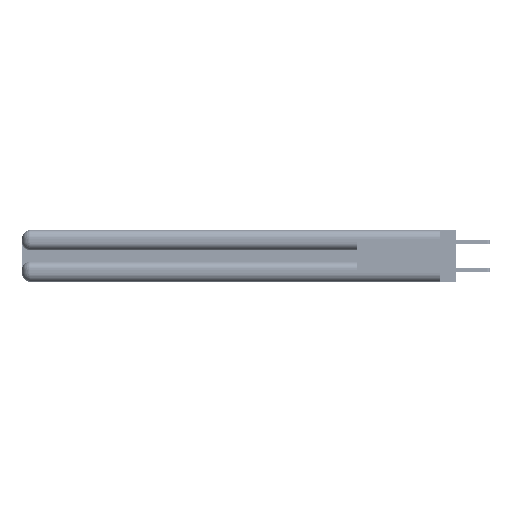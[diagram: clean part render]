
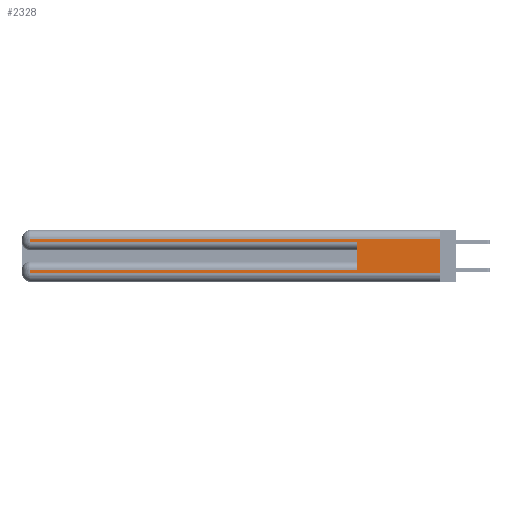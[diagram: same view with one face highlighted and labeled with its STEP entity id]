
A CAD part, left-side view. The second image highlights one B-rep face of the part: STEP entity #2328.
In plain terms, the highlighted planar face has unit normal (-1, 0, 0).
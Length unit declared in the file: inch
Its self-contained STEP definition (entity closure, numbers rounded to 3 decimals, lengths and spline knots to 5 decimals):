
#210 = ORIENTED_EDGE ( 'NONE', *, *, #25656, .T. ) ;
#842 = LINE ( 'NONE', #6396, #46351 ) ;
#1487 = EDGE_CURVE ( 'NONE', #10149, #36169, #45115, .T. ) ;
#2328 = ADVANCED_FACE ( 'NONE', ( #27053 ), #23770, .F. ) ;
#5879 = DIRECTION ( 'NONE',  ( 0., -1., 0. ) ) ;
#5948 = CARTESIAN_POINT ( 'NONE',  ( 0., 0., 0.085 ) ) ;
#6396 = CARTESIAN_POINT ( 'NONE',  ( 0., 0.6, 0.145 ) ) ;
#7733 = VECTOR ( 'NONE', #47009, 39.37008 ) ;
#8340 = EDGE_CURVE ( 'NONE', #29261, #47689, #13712, .T. ) ;
#9098 = CARTESIAN_POINT ( 'NONE',  ( 0., 2.94, 0.37 ) ) ;
#9536 = VERTEX_POINT ( 'NONE', #50562 ) ;
#9707 = CARTESIAN_POINT ( 'NONE',  ( 0., 0., 0.285 ) ) ;
#10149 = VERTEX_POINT ( 'NONE', #53181 ) ;
#10837 = CARTESIAN_POINT ( 'NONE',  ( 0., 0., 0.37 ) ) ;
#13712 = LINE ( 'NONE', #9098, #17883 ) ;
#14722 = DIRECTION ( 'NONE',  ( 0., 0., -1. ) ) ;
#15746 = CARTESIAN_POINT ( 'NONE',  ( 0., 0.6, 0.085 ) ) ;
#16375 = VECTOR ( 'NONE', #44569, 39.37008 ) ;
#17031 = LINE ( 'NONE', #41308, #55518 ) ;
#17215 = ORIENTED_EDGE ( 'NONE', *, *, #50596, .T. ) ;
#17883 = VECTOR ( 'NONE', #44535, 39.37008 ) ;
#18060 = EDGE_CURVE ( 'NONE', #33237, #56134, #842, .T. ) ;
#20929 = ORIENTED_EDGE ( 'NONE', *, *, #8340, .T. ) ;
#21938 = VECTOR ( 'NONE', #49299, 39.37008 ) ;
#23579 = DIRECTION ( 'NONE',  ( 1., 0., 0. ) ) ;
#23770 = PLANE ( 'NONE',  #56876 ) ;
#24578 = EDGE_LOOP ( 'NONE', ( #56737, #46469, #53175, #28126, #48583, #17215, #20929, #210 ) ) ;
#25656 = EDGE_CURVE ( 'NONE', #47689, #9536, #17031, .T. ) ;
#27053 = FACE_OUTER_BOUND ( 'NONE', #24578, .T. ) ;
#28126 = ORIENTED_EDGE ( 'NONE', *, *, #52666, .T. ) ;
#29261 = VERTEX_POINT ( 'NONE', #51118 ) ;
#29375 = DIRECTION ( 'NONE',  ( 0., 0., -1. ) ) ;
#29481 = CARTESIAN_POINT ( 'NONE',  ( 0., 0., 0.37 ) ) ;
#29603 = EDGE_CURVE ( 'NONE', #10149, #9536, #55937, .T. ) ;
#29886 = VECTOR ( 'NONE', #39798, 39.37008 ) ;
#30778 = CARTESIAN_POINT ( 'NONE',  ( 0., 2.94, 0.06 ) ) ;
#31521 = CARTESIAN_POINT ( 'NONE',  ( 0., 0., 0.31 ) ) ;
#33237 = VERTEX_POINT ( 'NONE', #15746 ) ;
#33604 = LINE ( 'NONE', #5948, #21938 ) ;
#36169 = VERTEX_POINT ( 'NONE', #41312 ) ;
#36212 = CARTESIAN_POINT ( 'NONE',  ( 0., 0.6, 0.285 ) ) ;
#39798 = DIRECTION ( 'NONE',  ( 0., 1., 0. ) ) ;
#41177 = LINE ( 'NONE', #9707, #16375 ) ;
#41308 = CARTESIAN_POINT ( 'NONE',  ( 0., 0., 0.06 ) ) ;
#41312 = CARTESIAN_POINT ( 'NONE',  ( 0., 2.94, 0.31 ) ) ;
#44172 = CARTESIAN_POINT ( 'NONE',  ( 0., 2.94, 0.285 ) ) ;
#44535 = DIRECTION ( 'NONE',  ( 0., 0., -1. ) ) ;
#44569 = DIRECTION ( 'NONE',  ( 0., -1., 0. ) ) ;
#45115 = LINE ( 'NONE', #31521, #29886 ) ;
#46250 = DIRECTION ( 'NONE',  ( 0., 0., 1. ) ) ;
#46351 = VECTOR ( 'NONE', #46250, 39.37008 ) ;
#46395 = VERTEX_POINT ( 'NONE', #44172 ) ;
#46469 = ORIENTED_EDGE ( 'NONE', *, *, #1487, .T. ) ;
#47009 = DIRECTION ( 'NONE',  ( 0., 0., -1. ) ) ;
#47689 = VERTEX_POINT ( 'NONE', #30778 ) ;
#48583 = ORIENTED_EDGE ( 'NONE', *, *, #18060, .F. ) ;
#49299 = DIRECTION ( 'NONE',  ( 0., 1., 0. ) ) ;
#50562 = CARTESIAN_POINT ( 'NONE',  ( 0., 0., 0.06 ) ) ;
#50596 = EDGE_CURVE ( 'NONE', #33237, #29261, #33604, .T. ) ;
#51118 = CARTESIAN_POINT ( 'NONE',  ( 0., 2.94, 0.085 ) ) ;
#51328 = CARTESIAN_POINT ( 'NONE',  ( 0., 2.94, 0.37 ) ) ;
#52538 = LINE ( 'NONE', #51328, #55953 ) ;
#52666 = EDGE_CURVE ( 'NONE', #46395, #56134, #41177, .T. ) ;
#53175 = ORIENTED_EDGE ( 'NONE', *, *, #55320, .T. ) ;
#53181 = CARTESIAN_POINT ( 'NONE',  ( 0., 0., 0.31 ) ) ;
#55320 = EDGE_CURVE ( 'NONE', #36169, #46395, #52538, .T. ) ;
#55518 = VECTOR ( 'NONE', #5879, 39.37008 ) ;
#55937 = LINE ( 'NONE', #29481, #7733 ) ;
#55953 = VECTOR ( 'NONE', #29375, 39.37008 ) ;
#56134 = VERTEX_POINT ( 'NONE', #36212 ) ;
#56737 = ORIENTED_EDGE ( 'NONE', *, *, #29603, .F. ) ;
#56876 = AXIS2_PLACEMENT_3D ( 'NONE', #10837, #23579, #14722 ) ;
